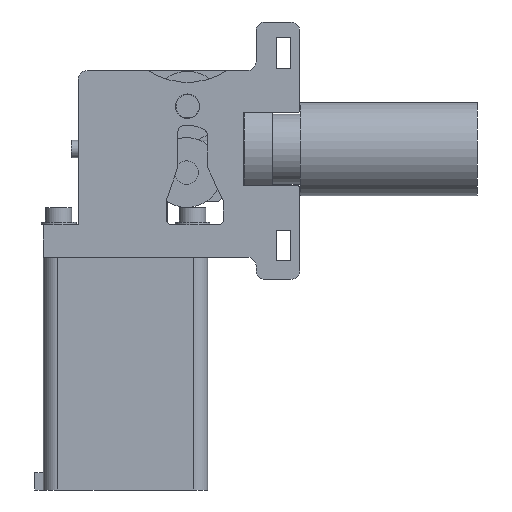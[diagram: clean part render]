
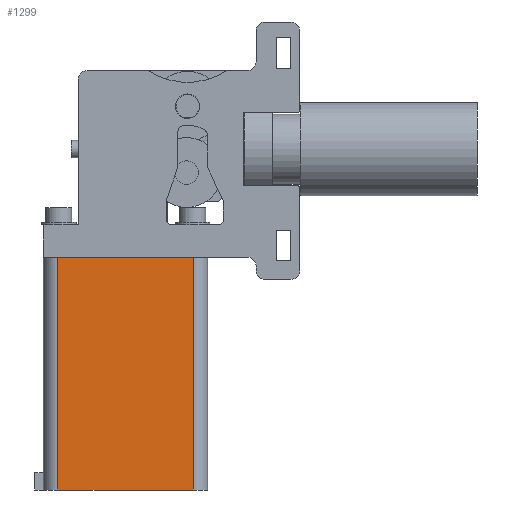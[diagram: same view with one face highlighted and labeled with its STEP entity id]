
A CAD part, front view. The second image highlights one B-rep face of the part: STEP entity #1299.
In plain terms, the highlighted planar face has unit normal (0, -1, 0).
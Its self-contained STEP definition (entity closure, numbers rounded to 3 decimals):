
#27=FACE_OUTER_BOUND('',#2069,.T.);
#214=LINE('',#7487,#597);
#217=LINE('',#7507,#600);
#218=LINE('',#7509,#601);
#219=LINE('',#7511,#602);
#597=VECTOR('',#5875,1.);
#600=VECTOR('',#5894,1.);
#601=VECTOR('',#5897,1.);
#602=VECTOR('',#5898,1.);
#1299=ADVANCED_FACE('',(#27),#1589,.F.);
#1589=PLANE('',#5274);
#2069=EDGE_LOOP('',(#2532,#2533,#2534,#2535));
#2532=ORIENTED_EDGE('',*,*,#4296,.T.);
#2533=ORIENTED_EDGE('',*,*,#4297,.F.);
#2534=ORIENTED_EDGE('',*,*,#4285,.F.);
#2535=ORIENTED_EDGE('',*,*,#4295,.T.);
#3806=VERTEX_POINT('',#7486);
#3807=VERTEX_POINT('',#7488);
#3815=VERTEX_POINT('',#7506);
#3816=VERTEX_POINT('',#7510);
#4285=EDGE_CURVE('',#3806,#3807,#214,.T.);
#4295=EDGE_CURVE('',#3806,#3815,#217,.T.);
#4296=EDGE_CURVE('',#3815,#3816,#218,.T.);
#4297=EDGE_CURVE('',#3807,#3816,#219,.T.);
#5274=AXIS2_PLACEMENT_3D('',#7512,#5899,#5900);
#5875=DIRECTION('',(1.,0.,0.));
#5894=DIRECTION('',(0.,0.,-1.));
#5897=DIRECTION('',(1.,0.,0.));
#5898=DIRECTION('',(0.,0.,-1.));
#5899=DIRECTION('',(0.,1.,0.));
#5900=DIRECTION('',(-1.,0.,0.));
#7486=CARTESIAN_POINT('',(-11.6,-14.1,-6.));
#7487=CARTESIAN_POINT('',(-11.6,-14.1,-6.));
#7488=CARTESIAN_POINT('',(11.6,-14.1,-6.));
#7506=CARTESIAN_POINT('',(-11.6,-14.1,-46.));
#7507=CARTESIAN_POINT('',(-11.6,-14.1,-6.));
#7509=CARTESIAN_POINT('',(-11.6,-14.1,-46.));
#7510=CARTESIAN_POINT('',(11.6,-14.1,-46.));
#7511=CARTESIAN_POINT('',(11.6,-14.1,-6.));
#7512=CARTESIAN_POINT('',(-11.6,-14.1,-6.));
